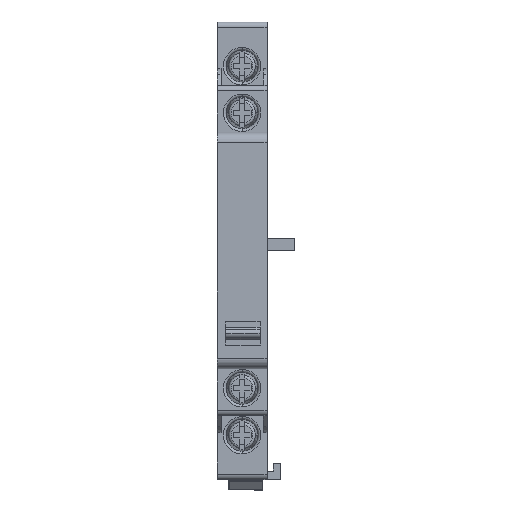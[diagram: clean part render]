
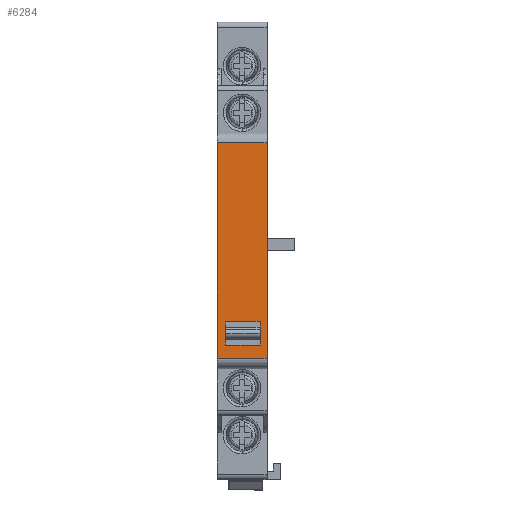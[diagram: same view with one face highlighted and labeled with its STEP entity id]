
A CAD part, top view. The second image highlights one B-rep face of the part: STEP entity #6284.
In plain terms, the highlighted planar face has unit normal (0, 0, 1).
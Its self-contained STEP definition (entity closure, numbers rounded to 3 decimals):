
#1208=DIRECTION('',(0.,-1.,0.));
#1209=VECTOR('',#1208,41.);
#1210=CARTESIAN_POINT('',(0.,64.,65.8));
#1211=LINE('',#1210,#1209);
#1570=DIRECTION('',(1.,0.,0.));
#1571=VECTOR('',#1570,9.5);
#1572=CARTESIAN_POINT('',(0.,23.,65.8));
#1573=LINE('',#1572,#1571);
#1574=DIRECTION('',(0.,-1.,0.));
#1575=VECTOR('',#1574,41.);
#1576=CARTESIAN_POINT('',(9.5,64.,65.8));
#1577=LINE('',#1576,#1575);
#1578=DIRECTION('',(0.,1.,0.001));
#1579=VECTOR('',#1578,2.137);
#1580=CARTESIAN_POINT('',(8.177,27.763,65.797));
#1581=LINE('',#1580,#1579);
#1582=DIRECTION('',(0.,-1.,0.));
#1583=VECTOR('',#1582,2.266);
#1584=CARTESIAN_POINT('',(1.551,29.9,65.8));
#1585=LINE('',#1584,#1583);
#1586=DIRECTION('',(0.,-1.,0.001));
#1587=VECTOR('',#1586,2.137);
#1588=CARTESIAN_POINT('',(1.626,27.637,65.797));
#1589=LINE('',#1588,#1587);
#1590=DIRECTION('',(0.,1.,0.));
#1591=VECTOR('',#1590,2.266);
#1592=CARTESIAN_POINT('',(8.252,25.5,65.8));
#1593=LINE('',#1592,#1591);
#1594=DIRECTION('',(-1.,0.,0.));
#1595=VECTOR('',#1594,9.5);
#1596=CARTESIAN_POINT('',(9.5,64.,65.8));
#1597=LINE('',#1596,#1595);
#2132=DIRECTION('',(0.998,0.042,0.042));
#2133=VECTOR('',#2132,0.075);
#2134=CARTESIAN_POINT('',(8.177,27.763,65.797));
#2135=LINE('',#2134,#2133);
#2192=DIRECTION('',(-1.,0.,0.));
#2193=VECTOR('',#2192,6.626);
#2194=CARTESIAN_POINT('',(8.252,25.5,65.8));
#2195=LINE('',#2194,#2193);
#2200=DIRECTION('',(-0.998,-0.042,0.042));
#2201=VECTOR('',#2200,0.075);
#2202=CARTESIAN_POINT('',(1.626,27.637,65.797));
#2203=LINE('',#2202,#2201);
#2276=DIRECTION('',(1.,0.,0.));
#2277=VECTOR('',#2276,6.626);
#2278=CARTESIAN_POINT('',(1.551,29.9,65.8));
#2279=LINE('',#2278,#2277);
#3422=CARTESIAN_POINT('',(9.5,23.,65.8));
#3423=VERTEX_POINT('',#3422);
#3424=CARTESIAN_POINT('',(9.5,64.,65.8));
#3425=VERTEX_POINT('',#3424);
#3682=CARTESIAN_POINT('',(0.,64.,65.8));
#3683=VERTEX_POINT('',#3682);
#3684=CARTESIAN_POINT('',(0.,23.,65.8));
#3685=VERTEX_POINT('',#3684);
#3686=CARTESIAN_POINT('',(8.177,27.763,65.797));
#3687=CARTESIAN_POINT('',(8.252,27.766,65.8));
#3688=VERTEX_POINT('',#3686);
#3689=VERTEX_POINT('',#3687);
#3690=CARTESIAN_POINT('',(8.177,29.9,65.8));
#3691=VERTEX_POINT('',#3690);
#3692=CARTESIAN_POINT('',(1.551,29.9,65.8));
#3693=VERTEX_POINT('',#3692);
#3694=CARTESIAN_POINT('',(1.551,27.634,65.8));
#3695=VERTEX_POINT('',#3694);
#3696=CARTESIAN_POINT('',(1.626,27.637,65.797));
#3697=VERTEX_POINT('',#3696);
#3698=CARTESIAN_POINT('',(1.626,25.5,65.8));
#3699=VERTEX_POINT('',#3698);
#3700=CARTESIAN_POINT('',(8.252,25.5,65.8));
#3701=VERTEX_POINT('',#3700);
#6254=CARTESIAN_POINT('',(9.5,23.,65.8));
#6255=DIRECTION('',(0.,0.,1.));
#6256=DIRECTION('',(0.,1.,0.));
#6257=AXIS2_PLACEMENT_3D('',#6254,#6255,#6256);
#6258=PLANE('',#6257);
#6259=ORIENTED_EDGE('',*,*,#4814,.T.);
#6260=ORIENTED_EDGE('',*,*,#6249,.F.);
#6261=ORIENTED_EDGE('',*,*,#5818,.F.);
#6263=ORIENTED_EDGE('',*,*,#6262,.F.);
#6264=EDGE_LOOP('',(#6259,#6260,#6261,#6263));
#6265=FACE_OUTER_BOUND('',#6264,.F.);
#6267=ORIENTED_EDGE('',*,*,#6266,.F.);
#6269=ORIENTED_EDGE('',*,*,#6268,.T.);
#6271=ORIENTED_EDGE('',*,*,#6270,.F.);
#6273=ORIENTED_EDGE('',*,*,#6272,.T.);
#6275=ORIENTED_EDGE('',*,*,#6274,.F.);
#6277=ORIENTED_EDGE('',*,*,#6276,.T.);
#6279=ORIENTED_EDGE('',*,*,#6278,.F.);
#6281=ORIENTED_EDGE('',*,*,#6280,.T.);
#6282=EDGE_LOOP('',(#6267,#6269,#6271,#6273,#6275,#6277,#6279,#6281));
#6283=FACE_BOUND('',#6282,.F.);
#4814=EDGE_CURVE('',#3425,#3423,#1577,.T.);
#5818=EDGE_CURVE('',#3683,#3685,#1211,.T.);
#6249=EDGE_CURVE('',#3685,#3423,#1573,.T.);
#6262=EDGE_CURVE('',#3425,#3683,#1597,.T.);
#6266=EDGE_CURVE('',#3688,#3689,#2135,.T.);
#6268=EDGE_CURVE('',#3688,#3691,#1581,.T.);
#6270=EDGE_CURVE('',#3693,#3691,#2279,.T.);
#6272=EDGE_CURVE('',#3693,#3695,#1585,.T.);
#6274=EDGE_CURVE('',#3697,#3695,#2203,.T.);
#6276=EDGE_CURVE('',#3697,#3699,#1589,.T.);
#6278=EDGE_CURVE('',#3701,#3699,#2195,.T.);
#6280=EDGE_CURVE('',#3701,#3689,#1593,.T.);
#6284=ADVANCED_FACE('',(#6265,#6283),#6258,.T.);
